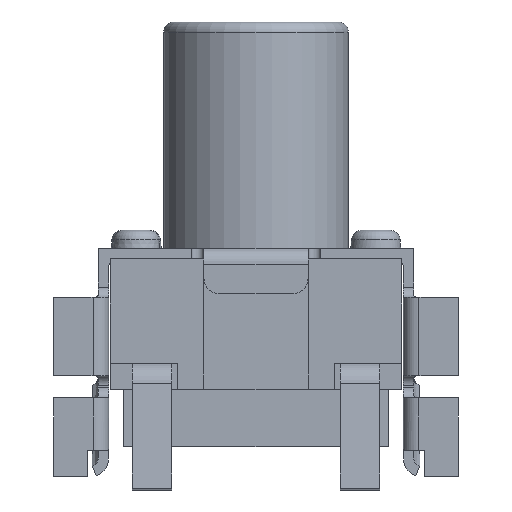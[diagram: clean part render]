
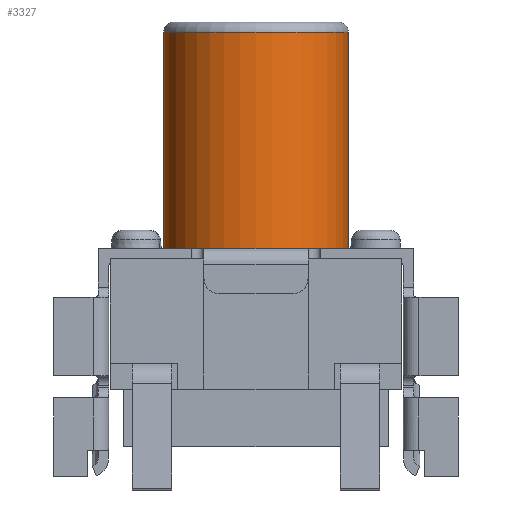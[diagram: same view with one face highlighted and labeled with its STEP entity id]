
A CAD part, front view. The second image highlights one B-rep face of the part: STEP entity #3327.
In plain terms, the highlighted cylindrical face has radius 1.775 mm (diameter 3.55 mm), a full revolution.
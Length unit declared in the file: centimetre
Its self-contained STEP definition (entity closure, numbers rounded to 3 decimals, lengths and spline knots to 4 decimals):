
#261=FACE_OUTER_BOUND('',#444,.T.);
#444=EDGE_LOOP('',(#2798,#2799,#2800,#2801,#2802));
#603=CIRCLE('',#3596,0.1775);
#604=CIRCLE('',#3597,0.1775);
#607=CIRCLE('',#3602,0.1775);
#874=LINE('',#5426,#1241);
#1241=VECTOR('',#4297,0.1775);
#1597=VERTEX_POINT('',#5415);
#1598=VERTEX_POINT('',#5416);
#1600=VERTEX_POINT('',#5424);
#2019=EDGE_CURVE('',#1597,#1598,#603,.T.);
#2020=EDGE_CURVE('',#1598,#1597,#604,.T.);
#2023=EDGE_CURVE('',#1600,#1600,#607,.T.);
#2024=EDGE_CURVE('',#1600,#1598,#874,.T.);
#2798=ORIENTED_EDGE('',*,*,#2023,.F.);
#2799=ORIENTED_EDGE('',*,*,#2024,.T.);
#2800=ORIENTED_EDGE('',*,*,#2019,.F.);
#2801=ORIENTED_EDGE('',*,*,#2020,.F.);
#2802=ORIENTED_EDGE('',*,*,#2024,.F.);
#3218=CYLINDRICAL_SURFACE('',#3601,0.1775);
#3327=ADVANCED_FACE('',(#261),#3218,.T.);
#3596=AXIS2_PLACEMENT_3D('',#5417,#4283,#4284);
#3597=AXIS2_PLACEMENT_3D('',#5418,#4285,#4286);
#3601=AXIS2_PLACEMENT_3D('',#5423,#4293,#4294);
#3602=AXIS2_PLACEMENT_3D('',#5425,#4295,#4296);
#4283=DIRECTION('center_axis',(0.,0.,
1.));
#4284=DIRECTION('ref_axis',(-1.,0.,0.));
#4285=DIRECTION('center_axis',(0.,0.,
1.));
#4286=DIRECTION('ref_axis',(-1.,0.,0.));
#4293=DIRECTION('center_axis',(0.,0.,
-1.));
#4294=DIRECTION('ref_axis',(1.,0.,0.));
#4295=DIRECTION('center_axis',(0.,0.,
-1.));
#4296=DIRECTION('ref_axis',(1.,0.,0.));
#4297=DIRECTION('',(0.,0.,1.));
#5415=CARTESIAN_POINT('',(0.,-0.1775,0.685));
#5416=CARTESIAN_POINT('',(-0.1775,0.,0.685));
#5417=CARTESIAN_POINT('Origin',(0.,0.,
0.685));
#5418=CARTESIAN_POINT('Origin',(0.,0.,
0.685));
#5423=CARTESIAN_POINT('Origin',(0.,0.,
0.4775));
#5424=CARTESIAN_POINT('',(-0.1775,0.,0.25));
#5425=CARTESIAN_POINT('Origin',(0.,0.,0.25));
#5426=CARTESIAN_POINT('',(-0.1775,0.,0.4775));
